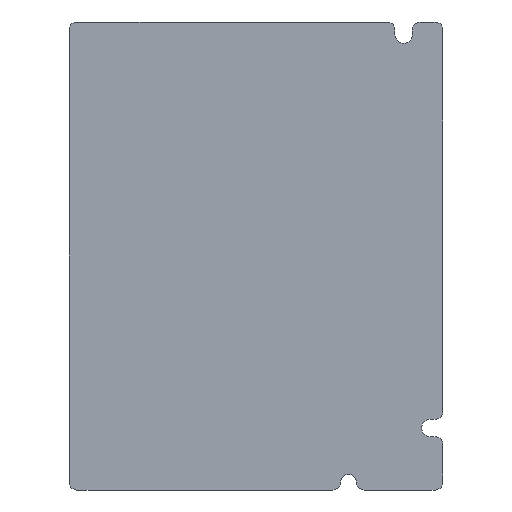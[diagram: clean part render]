
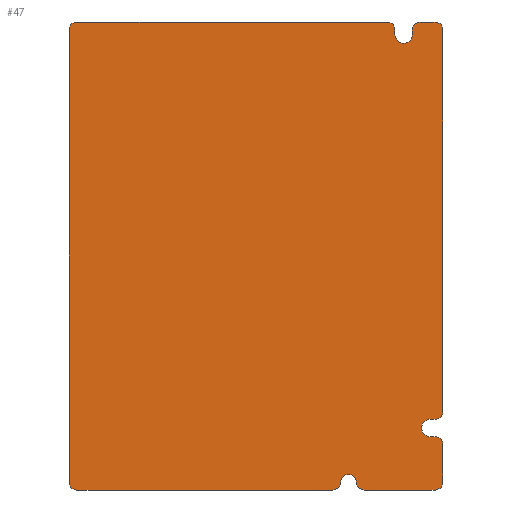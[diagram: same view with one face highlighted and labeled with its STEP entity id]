
A CAD part, front view. The second image highlights one B-rep face of the part: STEP entity #47.
In plain terms, the highlighted planar face has unit normal (0, -1, 0).
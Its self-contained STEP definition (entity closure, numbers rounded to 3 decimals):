
#47=ADVANCED_FACE('',(#86),#73,.F.);
#73=PLANE('',#534);
#86=FACE_OUTER_BOUND('',#112,.T.);
#112=EDGE_LOOP('',(#164,#165,#166,#167,#168,#169,#170,#171,#172,#173,#174,
#175,#176,#177,#178,#179,#180,#181,#182,#183,#184,#185,#186,#187));
#138=CIRCLE('',#521,0.5);
#139=CIRCLE('',#522,0.5);
#140=CIRCLE('',#523,0.55);
#141=CIRCLE('',#524,0.5);
#142=CIRCLE('',#525,0.5);
#143=CIRCLE('',#526,0.5);
#144=CIRCLE('',#527,0.55);
#145=CIRCLE('',#528,0.5);
#146=CIRCLE('',#529,0.5);
#147=CIRCLE('',#530,0.5);
#148=CIRCLE('',#531,0.5);
#149=CIRCLE('',#532,0.5);
#150=CIRCLE('',#533,0.5);
#164=ORIENTED_EDGE('',*,*,#356,.F.);
#165=ORIENTED_EDGE('',*,*,#357,.T.);
#166=ORIENTED_EDGE('',*,*,#358,.F.);
#167=ORIENTED_EDGE('',*,*,#359,.T.);
#168=ORIENTED_EDGE('',*,*,#360,.T.);
#169=ORIENTED_EDGE('',*,*,#361,.T.);
#170=ORIENTED_EDGE('',*,*,#362,.F.);
#171=ORIENTED_EDGE('',*,*,#363,.T.);
#172=ORIENTED_EDGE('',*,*,#364,.F.);
#173=ORIENTED_EDGE('',*,*,#365,.T.);
#174=ORIENTED_EDGE('',*,*,#366,.F.);
#175=ORIENTED_EDGE('',*,*,#367,.T.);
#176=ORIENTED_EDGE('',*,*,#368,.T.);
#177=ORIENTED_EDGE('',*,*,#369,.T.);
#178=ORIENTED_EDGE('',*,*,#370,.F.);
#179=ORIENTED_EDGE('',*,*,#371,.T.);
#180=ORIENTED_EDGE('',*,*,#372,.F.);
#181=ORIENTED_EDGE('',*,*,#373,.T.);
#182=ORIENTED_EDGE('',*,*,#374,.F.);
#183=ORIENTED_EDGE('',*,*,#375,.T.);
#184=ORIENTED_EDGE('',*,*,#376,.F.);
#185=ORIENTED_EDGE('',*,*,#377,.T.);
#186=ORIENTED_EDGE('',*,*,#378,.F.);
#187=ORIENTED_EDGE('',*,*,#379,.T.);
#308=VERTEX_POINT('',#727);
#309=VERTEX_POINT('',#728);
#310=VERTEX_POINT('',#730);
#311=VERTEX_POINT('',#732);
#312=VERTEX_POINT('',#734);
#313=VERTEX_POINT('',#736);
#314=VERTEX_POINT('',#738);
#315=VERTEX_POINT('',#740);
#316=VERTEX_POINT('',#742);
#317=VERTEX_POINT('',#744);
#318=VERTEX_POINT('',#746);
#319=VERTEX_POINT('',#748);
#320=VERTEX_POINT('',#750);
#321=VERTEX_POINT('',#752);
#322=VERTEX_POINT('',#754);
#323=VERTEX_POINT('',#756);
#324=VERTEX_POINT('',#758);
#325=VERTEX_POINT('',#760);
#326=VERTEX_POINT('',#762);
#327=VERTEX_POINT('',#764);
#328=VERTEX_POINT('',#766);
#329=VERTEX_POINT('',#768);
#330=VERTEX_POINT('',#770);
#331=VERTEX_POINT('',#772);
#356=EDGE_CURVE('',#308,#309,#428,.T.);
#357=EDGE_CURVE('',#308,#310,#138,.T.);
#358=EDGE_CURVE('',#311,#310,#429,.T.);
#359=EDGE_CURVE('',#311,#312,#139,.T.);
#360=EDGE_CURVE('',#312,#313,#430,.T.);
#361=EDGE_CURVE('',#313,#314,#140,.T.);
#362=EDGE_CURVE('',#315,#314,#431,.T.);
#363=EDGE_CURVE('',#315,#316,#141,.T.);
#364=EDGE_CURVE('',#317,#316,#432,.T.);
#365=EDGE_CURVE('',#317,#318,#142,.T.);
#366=EDGE_CURVE('',#319,#318,#433,.T.);
#367=EDGE_CURVE('',#319,#320,#143,.T.);
#368=EDGE_CURVE('',#320,#321,#434,.T.);
#369=EDGE_CURVE('',#321,#322,#144,.T.);
#370=EDGE_CURVE('',#323,#322,#435,.T.);
#371=EDGE_CURVE('',#323,#324,#145,.T.);
#372=EDGE_CURVE('',#325,#324,#436,.T.);
#373=EDGE_CURVE('',#325,#326,#146,.T.);
#374=EDGE_CURVE('',#327,#326,#437,.T.);
#375=EDGE_CURVE('',#327,#328,#147,.T.);
#376=EDGE_CURVE('',#329,#328,#438,.T.);
#377=EDGE_CURVE('',#329,#330,#148,.T.);
#378=EDGE_CURVE('',#331,#330,#149,.T.);
#379=EDGE_CURVE('',#331,#309,#150,.T.);
#428=LINE('',#726,#474);
#429=LINE('',#731,#475);
#430=LINE('',#735,#476);
#431=LINE('',#739,#477);
#432=LINE('',#743,#478);
#433=LINE('',#747,#479);
#434=LINE('',#751,#480);
#435=LINE('',#755,#481);
#436=LINE('',#759,#482);
#437=LINE('',#763,#483);
#438=LINE('',#767,#484);
#474=VECTOR('',#575,1.);
#475=VECTOR('',#578,1.);
#476=VECTOR('',#581,1.);
#477=VECTOR('',#584,1.);
#478=VECTOR('',#587,1.);
#479=VECTOR('',#590,1.);
#480=VECTOR('',#593,1.);
#481=VECTOR('',#596,1.);
#482=VECTOR('',#599,1.);
#483=VECTOR('',#602,1.);
#484=VECTOR('',#605,1.);
#521=AXIS2_PLACEMENT_3D('',#729,#576,#577);
#522=AXIS2_PLACEMENT_3D('',#733,#579,#580);
#523=AXIS2_PLACEMENT_3D('',#737,#582,#583);
#524=AXIS2_PLACEMENT_3D('',#741,#585,#586);
#525=AXIS2_PLACEMENT_3D('',#745,#588,#589);
#526=AXIS2_PLACEMENT_3D('',#749,#591,#592);
#527=AXIS2_PLACEMENT_3D('',#753,#594,#595);
#528=AXIS2_PLACEMENT_3D('',#757,#597,#598);
#529=AXIS2_PLACEMENT_3D('',#761,#600,#601);
#530=AXIS2_PLACEMENT_3D('',#765,#603,#604);
#531=AXIS2_PLACEMENT_3D('',#769,#606,#607);
#532=AXIS2_PLACEMENT_3D('',#771,#608,#609);
#533=AXIS2_PLACEMENT_3D('',#773,#610,#611);
#534=AXIS2_PLACEMENT_3D('',#774,#612,#613);
#575=DIRECTION('',(-1.,0.,0.));
#576=DIRECTION('',(0.,-1.,0.));
#577=DIRECTION('',(0.,0.,-1.));
#578=DIRECTION('',(0.,0.,-1.));
#579=DIRECTION('',(0.,-1.,0.));
#580=DIRECTION('',(1.,0.,0.));
#581=DIRECTION('',(-1.,0.,0.));
#582=DIRECTION('',(0.,1.,0.));
#583=DIRECTION('',(0.,0.,-1.));
#584=DIRECTION('',(-1.,0.,0.));
#585=DIRECTION('',(0.,-1.,0.));
#586=DIRECTION('',(0.,0.,-1.));
#587=DIRECTION('',(0.,0.,-1.));
#588=DIRECTION('',(0.,-1.,0.));
#589=DIRECTION('',(1.,0.,0.));
#590=DIRECTION('',(1.,0.,0.));
#591=DIRECTION('',(0.,-1.,0.));
#592=DIRECTION('',(0.,0.,1.));
#593=DIRECTION('',(0.,0.,-1.));
#594=DIRECTION('',(0.,1.,0.));
#595=DIRECTION('',(1.,0.,0.));
#596=DIRECTION('',(0.,0.,-1.));
#597=DIRECTION('',(0.,-1.,0.));
#598=DIRECTION('',(1.,0.,0.));
#599=DIRECTION('',(1.,0.,0.));
#600=DIRECTION('',(0.,-1.,0.));
#601=DIRECTION('',(0.,0.,1.));
#602=DIRECTION('',(0.,0.,1.));
#603=DIRECTION('',(0.,-1.,0.));
#604=DIRECTION('',(-1.,0.,0.));
#605=DIRECTION('',(-1.,0.,0.));
#606=DIRECTION('',(0.,-1.,0.));
#607=DIRECTION('',(0.,0.,-1.));
#608=DIRECTION('',(0.,-1.,0.));
#609=DIRECTION('',(1.,0.,0.));
#610=DIRECTION('',(0.,-1.,0.));
#611=DIRECTION('',(-1.,0.,0.));
#612=DIRECTION('',(0.,1.,0.));
#613=DIRECTION('',(-1.,0.,0.));
#726=CARTESIAN_POINT('',(11.4,0.,-14.9));
#727=CARTESIAN_POINT('',(11.4,0.,-14.9));
#728=CARTESIAN_POINT('',(6.89,0.,-14.9));
#729=CARTESIAN_POINT('',(11.4,0.,-14.4));
#730=CARTESIAN_POINT('',(11.9,0.,-14.4));
#731=CARTESIAN_POINT('',(11.9,0.,-12.));
#732=CARTESIAN_POINT('',(11.9,0.,-12.));
#733=CARTESIAN_POINT('',(11.4,0.,-12.));
#734=CARTESIAN_POINT('',(11.4,0.,-11.5));
#735=CARTESIAN_POINT('',(11.4,0.,-11.5));
#736=CARTESIAN_POINT('',(11.1,0.,-11.5));
#737=CARTESIAN_POINT('',(11.1,0.,-10.95));
#738=CARTESIAN_POINT('',(11.1,0.,-10.4));
#739=CARTESIAN_POINT('',(11.4,0.,-10.4));
#740=CARTESIAN_POINT('',(11.4,0.,-10.4));
#741=CARTESIAN_POINT('',(11.4,0.,-9.9));
#742=CARTESIAN_POINT('',(11.9,0.,-9.9));
#743=CARTESIAN_POINT('',(11.9,0.,14.4));
#744=CARTESIAN_POINT('',(11.9,0.,14.4));
#745=CARTESIAN_POINT('',(11.4,0.,14.4));
#746=CARTESIAN_POINT('',(11.4,0.,14.9));
#747=CARTESIAN_POINT('',(10.45,0.,14.9));
#748=CARTESIAN_POINT('',(10.45,0.,14.9));
#749=CARTESIAN_POINT('',(10.45,0.,14.4));
#750=CARTESIAN_POINT('',(9.95,0.,14.4));
#751=CARTESIAN_POINT('',(9.95,0.,14.4));
#752=CARTESIAN_POINT('',(9.95,0.,14.1));
#753=CARTESIAN_POINT('',(9.4,0.,14.1));
#754=CARTESIAN_POINT('',(8.85,0.,14.1));
#755=CARTESIAN_POINT('',(8.85,0.,14.4));
#756=CARTESIAN_POINT('',(8.85,0.,14.4));
#757=CARTESIAN_POINT('',(8.35,0.,14.4));
#758=CARTESIAN_POINT('',(8.35,0.,14.9));
#759=CARTESIAN_POINT('',(-11.4,0.,14.9));
#760=CARTESIAN_POINT('',(-11.4,0.,14.9));
#761=CARTESIAN_POINT('',(-11.4,0.,14.4));
#762=CARTESIAN_POINT('',(-11.9,0.,14.4));
#763=CARTESIAN_POINT('',(-11.9,0.,-14.4));
#764=CARTESIAN_POINT('',(-11.9,0.,-14.4));
#765=CARTESIAN_POINT('',(-11.4,0.,-14.4));
#766=CARTESIAN_POINT('',(-11.4,0.,-14.9));
#767=CARTESIAN_POINT('',(4.89,0.,-14.9));
#768=CARTESIAN_POINT('',(4.89,0.,-14.9));
#769=CARTESIAN_POINT('',(4.89,0.,-14.4));
#770=CARTESIAN_POINT('',(5.39,0.,-14.4));
#771=CARTESIAN_POINT('',(5.89,0.,-14.4));
#772=CARTESIAN_POINT('',(6.39,0.,-14.4));
#773=CARTESIAN_POINT('',(6.89,0.,-14.4));
#774=CARTESIAN_POINT('',(0.,0.,0.));
